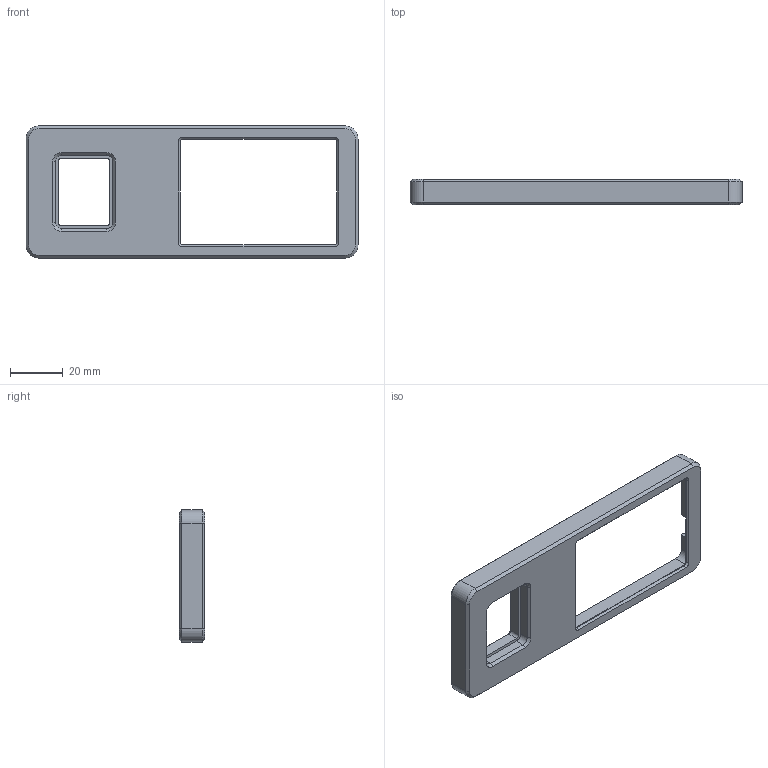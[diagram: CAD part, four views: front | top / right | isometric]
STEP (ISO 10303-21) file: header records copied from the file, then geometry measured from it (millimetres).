
FILE_DESCRIPTION (( 'STEP AP214' ), '1' );
FILE_NAME ('solder-kit-enclosure.step', '2024-05-14T12:29:29', ( '' ), ( '' ), 'SwSTEP 2.0', 'SolidWorks 2021', '' );
FILE_SCHEMA (( 'AUTOMOTIVE_DESIGN' ));
Length unit declared in the file: millimetre
Products named in the file (1): solder-kit-enclosure
Bounding box: 125.5 x 9.65 x 50 mm (x, y, z)
Volume: 11869.3 mm3; surface area: 14871.2 mm2
Topology: 1 solids, 1 shells, 197 faces, 481 edges, 294 vertices
Faces by surface type: plane 108, cylinder 49, cone 40
Entity records: 5735 total; most frequent: DIRECTION 1015, CARTESIAN_POINT 973, ORIENTED_EDGE 962, EDGE_CURVE 481, LINE 343, VECTOR 343, AXIS2_PLACEMENT_3D 336, VERTEX_POINT 294
